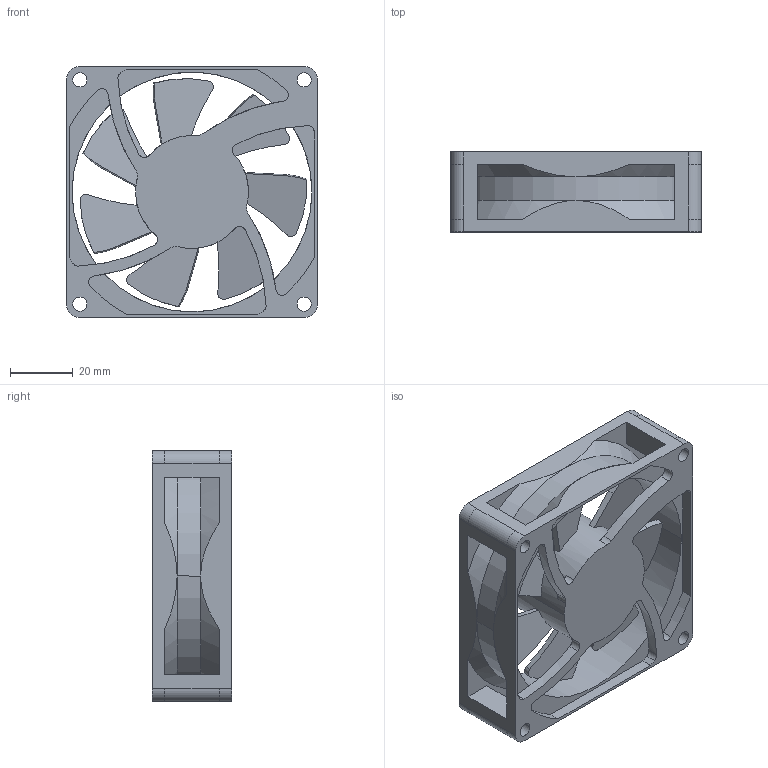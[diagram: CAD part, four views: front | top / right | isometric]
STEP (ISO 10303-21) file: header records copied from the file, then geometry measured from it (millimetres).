
FILE_DESCRIPTION(('starvars output'),'2;1');
FILE_NAME('pudc_out.stp','17:51:16 2014/09/16',( 'Thomas Industrial Network Germany GmbH'),( 'Thomas Industrial Network Germany GmbH'),'unknown preprocess','ACIS' ,'unknown authorization');
FILE_SCHEMA(('AUTOMOTIVE_DESIGN_CC2 {UNKNOWN IMPLEMENTATION LEVEL}'));
Length unit declared in the file: millimetre
Products named in the file (1): PRODUCT_ID_32
Bounding box: 80 x 25.5 x 80 mm (x, y, z)
Volume: 53469.9 mm3; surface area: 32837.6 mm2
Topology: 1 solids, 1 shells, 161 faces, 457 edges, 298 vertices
Faces by surface type: cylinder 89, plane 64, cone 8
Entity records: 6353 total; most frequent: ORIENTED_EDGE 914, CARTESIAN_POINT 892, DIRECTION 839, EDGE_CURVE 457, AXIS2_PLACEMENT_3D 321, VERTEX_POINT 298, VECTOR 197, LINE 197
